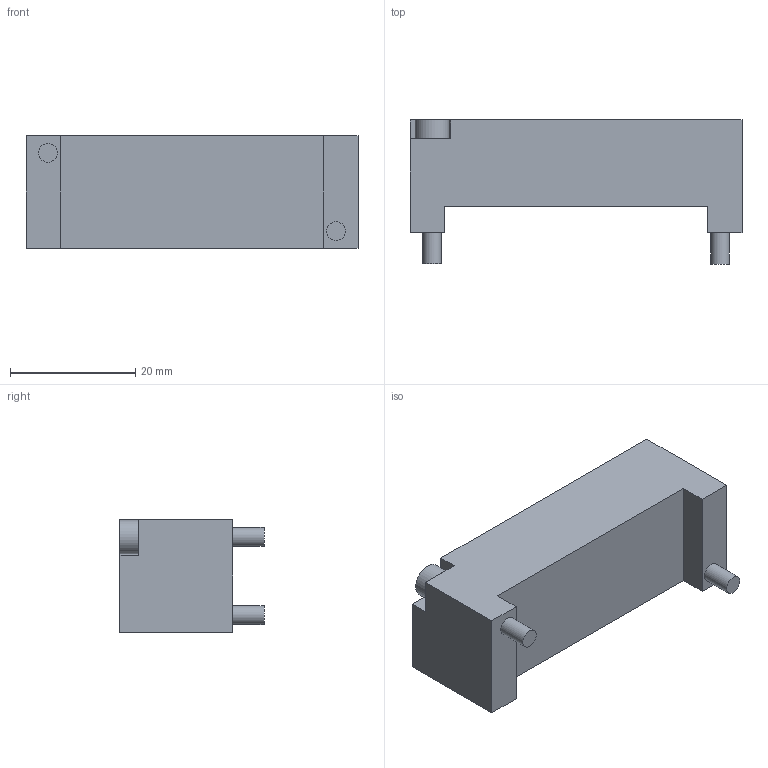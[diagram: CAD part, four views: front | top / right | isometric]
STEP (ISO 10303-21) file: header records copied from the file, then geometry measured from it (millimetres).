
FILE_DESCRIPTION((''),'2;1');
FILE_NAME('2430_10.stp','2006-01-04T09:07:59',('rivolro1'),(''),'Autodesk Inventor 10','Autodesk Inventor 10','');
FILE_SCHEMA(('AUTOMOTIVE_DESIGN { 1 0 10303 214 1 1 1 1 }'));
Length unit declared in the file: millimetre
Products named in the file (1): 2430_10
Bounding box: 53 x 23 x 18 mm (x, y, z)
Volume: 11315.6 mm3; surface area: 5560 mm2
Topology: 1 solids, 1 shells, 46 faces, 105 edges, 70 vertices
Faces by surface type: plane 34, bspline 6, cylinder 6
Full cylindrical faces by diameter (mm): 3 x2, 5.4 x2
Entity records: 1314 total; most frequent: CARTESIAN_POINT 275, DIRECTION 198, ORIENTED_EDGE 196, EDGE_CURVE 98, VECTOR 80, LINE 80, VERTEX_POINT 70, EDGE_LOOP 62
